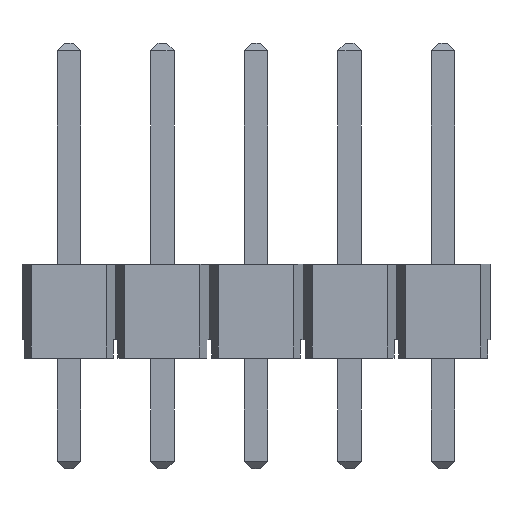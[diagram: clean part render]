
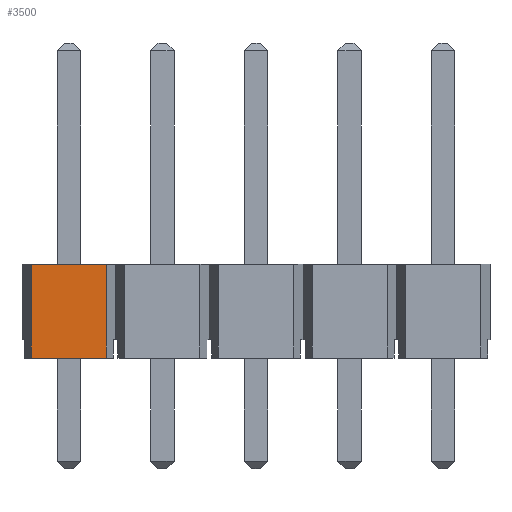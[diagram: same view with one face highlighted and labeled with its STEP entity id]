
A CAD part, front view. The second image highlights one B-rep face of the part: STEP entity #3500.
In plain terms, the highlighted face is planar.
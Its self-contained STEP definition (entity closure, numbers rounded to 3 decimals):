
#64=ORIENTED_EDGE('',*,*,#776,.F.);
#65=ORIENTED_EDGE('',*,*,#777,.T.);
#66=ORIENTED_EDGE('',*,*,#778,.T.);
#67=ORIENTED_EDGE('',*,*,#779,.F.);
#776=EDGE_CURVE('',#1132,#1133,#1356,.T.);
#777=EDGE_CURVE('',#1132,#1134,#1357,.T.);
#778=EDGE_CURVE('',#1134,#1135,#1358,.T.);
#779=EDGE_CURVE('',#1133,#1135,#1359,.T.);
#1132=VERTEX_POINT('',#4527);
#1133=VERTEX_POINT('',#4528);
#1134=VERTEX_POINT('',#4530);
#1135=VERTEX_POINT('',#4532);
#1356=LINE('',#4526,#1712);
#1357=LINE('',#4529,#1713);
#1358=LINE('',#4531,#1714);
#1359=LINE('',#4533,#1715);
#1712=VECTOR('',#3850,1000.);
#1713=VECTOR('',#3851,1000.);
#1714=VECTOR('',#3852,1000.);
#1715=VECTOR('',#3853,1000.);
#2038=EDGE_LOOP('',(#64,#65,#66,#67));
#2192=FACE_BOUND('',#2038,.T.);
#2346=PLANE('',#3651);
#3500=ADVANCED_FACE('',(#2192),#2346,.T.);
#3651=AXIS2_PLACEMENT_3D('',#4525,#3848,#3849);
#3848=DIRECTION('',(0.,0.,1.));
#3849=DIRECTION('',(0.,-1.,0.));
#3850=DIRECTION('',(-1.,0.,0.));
#3851=DIRECTION('',(0.,1.,0.));
#3852=DIRECTION('',(-1.,0.,0.));
#3853=DIRECTION('',(0.,1.,0.));
#4525=CARTESIAN_POINT('',(6.35,-1.27,1.27));
#4526=CARTESIAN_POINT('',(6.35,-1.27,1.27));
#4527=CARTESIAN_POINT('',(-4.06,-1.27,1.27));
#4528=CARTESIAN_POINT('',(-6.1,-1.27,1.27));
#4529=CARTESIAN_POINT('',(-4.06,-1.27,1.27));
#4530=CARTESIAN_POINT('',(-4.06,1.27,1.27));
#4531=CARTESIAN_POINT('',(6.35,1.27,1.27));
#4532=CARTESIAN_POINT('',(-6.1,1.27,1.27));
#4533=CARTESIAN_POINT('',(-6.1,-12.169,1.27));
